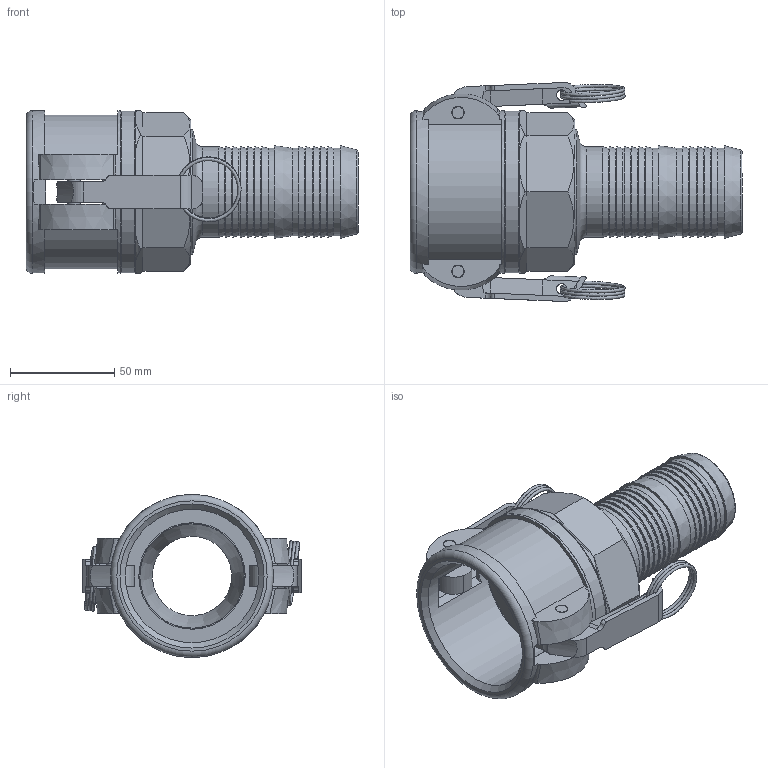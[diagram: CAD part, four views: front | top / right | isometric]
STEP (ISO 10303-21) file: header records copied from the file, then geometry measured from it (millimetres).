
FILE_DESCRIPTION(/* description */ ('MÖRTELSCHLAUCHKUPPLUNG'),/* implementation_level */ '2;1');
FILE_NAME(/* name */ 'mst_50_42_r_n.stp',/* time_stamp */ '2020-07-17T11:30:33+02:00',/* author */ ('meier'),/* organization */ (''),/* preprocessor_version */ 'ST-DEVELOPER v17',/* originating_system */ 'Autodesk Inventor 2018',/* authorisation */ '218903,09 mm^3');
FILE_SCHEMA (('AUTOMOTIVE_DESIGN { 1 0 10303 214 3 1 1 }'));
Length unit declared in the file: millimetre
Products named in the file (7): 20070601G0000000-00; ENG-009870; MST-50/42T-F; MDR 50-U; 20050722B0000007-00; ENG-000013; 20070312B0000000-00
Assembly tree (9 placements, depth 2):
  20070601G0000000-00
    ENG-009870
    MST-50/42T-F
    MDR 50-U
    20050722B0000007-00  x2
    ENG-000013  x2
    20070312B0000000-00  x2
Bounding box: 159 x 104.88 x 78 mm (x, y, z)
Volume: 201804.4 mm3; surface area: 91603.3 mm2
Topology: 9 solids, 9 shells, 255 faces, 696 edges, 471 vertices
Faces by surface type: plane 125, cylinder 83, cone 32, bspline 10, torus 5
Full cylindrical faces by diameter (mm): 5 x2, 6 x6, 6.5 x2, 38 x1, 42 x13, 43.5 x1, 50 x1, 51 x1, 56 x1, 56.656 x1, 59.614 x1, 60.5 x1, 64 x1, 66.5 x1, 67 x1, 77.5 x1, 78 x2
Entity records: 8549 total; most frequent: CARTESIAN_POINT 2559, DIRECTION 1210, ORIENTED_EDGE 1148, EDGE_CURVE 574, AXIS2_PLACEMENT_3D 487, VERTEX_POINT 391, EDGE_LOOP 241, LINE 236
